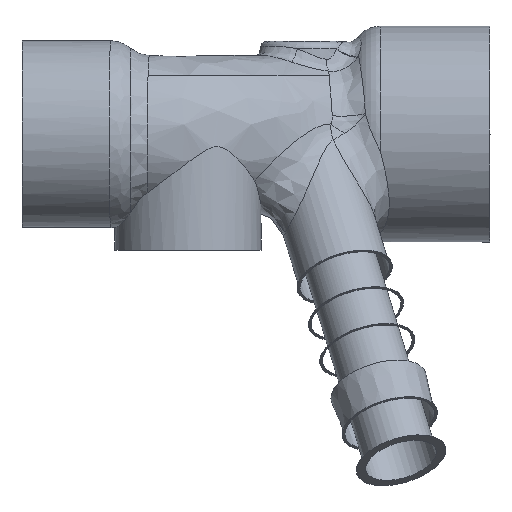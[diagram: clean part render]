
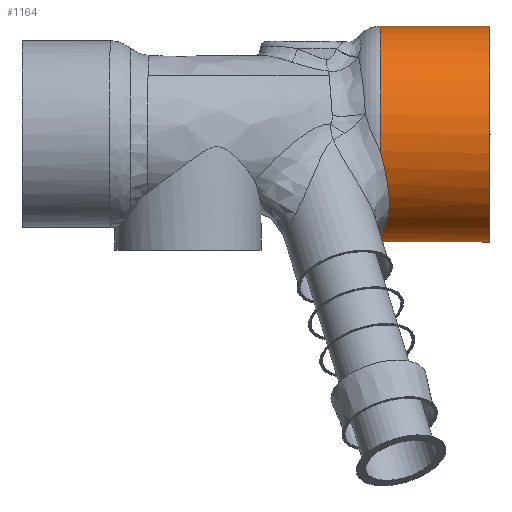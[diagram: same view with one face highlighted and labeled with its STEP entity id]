
A CAD part, front view. The second image highlights one B-rep face of the part: STEP entity #1164.
In plain terms, the highlighted cylindrical face has radius 14.75 mm (diameter 29.5 mm), a full revolution.
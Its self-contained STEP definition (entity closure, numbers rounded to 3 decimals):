
#136=FACE_OUTER_BOUND('',#207,.T.);
#207=EDGE_LOOP('',(#987,#988,#989,#990,#991,#992,#993));
#311=B_SPLINE_CURVE_WITH_KNOTS('',3,(#3543,#3544,#3545,#3546,#3547,#3548,
#3549,#3550,#3551,#3552,#3553,#3554,#3555,#3556,#3557,#3558,#3559,#3560,
#3561,#3562),.UNSPECIFIED.,.F.,.F.,(4,2,2,2,2,2,2,2,2,4),(-0.003,
0.,0.173,0.462,0.615,0.728,
0.853,1.08,1.433,1.435),
 .UNSPECIFIED.);
#336=LINE('',#3825,#356);
#356=VECTOR('',#1464,14.75);
#384=CIRCLE('',#1234,14.75);
#385=CIRCLE('',#1235,14.75);
#407=CIRCLE('',#1269,14.75);
#408=CIRCLE('',#1270,14.75);
#499=VERTEX_POINT('',#2988);
#500=VERTEX_POINT('',#2994);
#501=VERTEX_POINT('',#2996);
#532=VERTEX_POINT('',#3824);
#533=VERTEX_POINT('',#3826);
#644=EDGE_CURVE('',#499,#500,#384,.T.);
#645=EDGE_CURVE('',#500,#501,#385,.T.);
#673=EDGE_CURVE('',#499,#501,#311,.T.);
#698=EDGE_CURVE('',#500,#532,#336,.T.);
#699=EDGE_CURVE('',#533,#532,#407,.T.);
#700=EDGE_CURVE('',#532,#533,#408,.T.);
#987=ORIENTED_EDGE('',*,*,#673,.T.);
#988=ORIENTED_EDGE('',*,*,#645,.F.);
#989=ORIENTED_EDGE('',*,*,#698,.T.);
#990=ORIENTED_EDGE('',*,*,#699,.F.);
#991=ORIENTED_EDGE('',*,*,#700,.F.);
#992=ORIENTED_EDGE('',*,*,#698,.F.);
#993=ORIENTED_EDGE('',*,*,#644,.F.);
#1122=CYLINDRICAL_SURFACE('',#1268,14.75);
#1164=ADVANCED_FACE('',(#136),#1122,.T.);
#1234=AXIS2_PLACEMENT_3D('',#2995,#1385,#1386);
#1235=AXIS2_PLACEMENT_3D('',#2997,#1387,#1388);
#1268=AXIS2_PLACEMENT_3D('',#3823,#1462,#1463);
#1269=AXIS2_PLACEMENT_3D('',#3827,#1465,#1466);
#1270=AXIS2_PLACEMENT_3D('',#3828,#1467,#1468);
#1385=DIRECTION('center_axis',(-1.,0.,
0.));
#1386=DIRECTION('ref_axis',(0.,0.,1.));
#1387=DIRECTION('center_axis',(-1.,0.,
0.));
#1388=DIRECTION('ref_axis',(0.,0.,1.));
#1462=DIRECTION('center_axis',(-1.,0.,
0.));
#1463=DIRECTION('ref_axis',(0.,0.,
-1.));
#1464=DIRECTION('',(1.,0.,0.));
#1465=DIRECTION('center_axis',(1.,0.,
0.));
#1466=DIRECTION('ref_axis',(0.,0.,-1.));
#1467=DIRECTION('center_axis',(1.,0.,
0.));
#1468=DIRECTION('ref_axis',(0.,0.,-1.));
#2988=CARTESIAN_POINT('',(85.05,3.326,-2.347));
#2994=CARTESIAN_POINT('',(85.052,17.888,14.75));
#2995=CARTESIAN_POINT('Origin',(85.052,17.888,0.));
#2996=CARTESIAN_POINT('',(85.052,11.793,-13.432));
#2997=CARTESIAN_POINT('Origin',(85.052,17.888,0.));
#3543=CARTESIAN_POINT('Ctrl Pts',(85.05,3.326,-2.347));
#3544=CARTESIAN_POINT('Ctrl Pts',(85.053,3.327,-2.358));
#3545=CARTESIAN_POINT('Ctrl Pts',(85.056,3.329,-2.369));
#3546=CARTESIAN_POINT('Ctrl Pts',(85.202,3.421,-2.931));
#3547=CARTESIAN_POINT('Ctrl Pts',(85.342,3.543,-3.479));
#3548=CARTESIAN_POINT('Ctrl Pts',(85.691,3.952,-4.925));
#3549=CARTESIAN_POINT('Ctrl Pts',(85.881,4.296,-5.808));
#3550=CARTESIAN_POINT('Ctrl Pts',(86.091,4.955,-7.11));
#3551=CARTESIAN_POINT('Ctrl Pts',(86.15,5.205,-7.549));
#3552=CARTESIAN_POINT('Ctrl Pts',(86.223,5.682,-8.29));
#3553=CARTESIAN_POINT('Ctrl Pts',(86.244,5.897,-8.598));
#3554=CARTESIAN_POINT('Ctrl Pts',(86.27,6.376,-9.231));
#3555=CARTESIAN_POINT('Ctrl Pts',(86.272,6.642,-9.554));
#3556=CARTESIAN_POINT('Ctrl Pts',(86.24,7.43,-10.429));
#3557=CARTESIAN_POINT('Ctrl Pts',(86.179,7.979,-10.952));
#3558=CARTESIAN_POINT('Ctrl Pts',(85.905,9.462,-12.163));
#3559=CARTESIAN_POINT('Ctrl Pts',(85.616,10.554,-12.868));
#3560=CARTESIAN_POINT('Ctrl Pts',(85.057,11.781,-13.426));
#3561=CARTESIAN_POINT('Ctrl Pts',(85.054,11.787,-13.429));
#3562=CARTESIAN_POINT('Ctrl Pts',(85.052,11.793,-13.432));
#3823=CARTESIAN_POINT('Origin',(85.052,17.888,0.));
#3824=CARTESIAN_POINT('',(100.052,17.886,14.75));
#3825=CARTESIAN_POINT('',(85.052,17.888,14.75));
#3826=CARTESIAN_POINT('',(100.052,17.886,-14.75));
#3827=CARTESIAN_POINT('Origin',(100.052,17.886,0.));
#3828=CARTESIAN_POINT('Origin',(100.052,17.886,0.));
